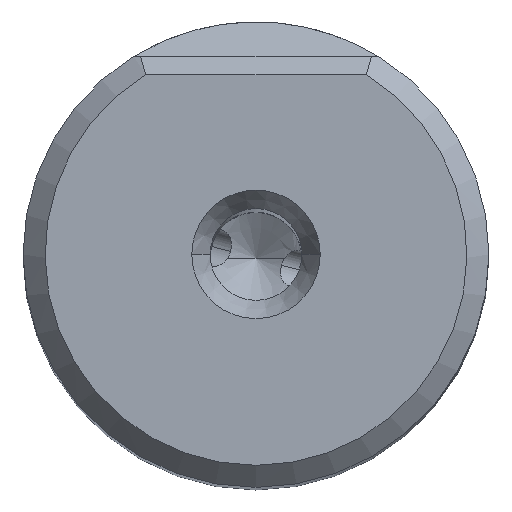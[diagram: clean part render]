
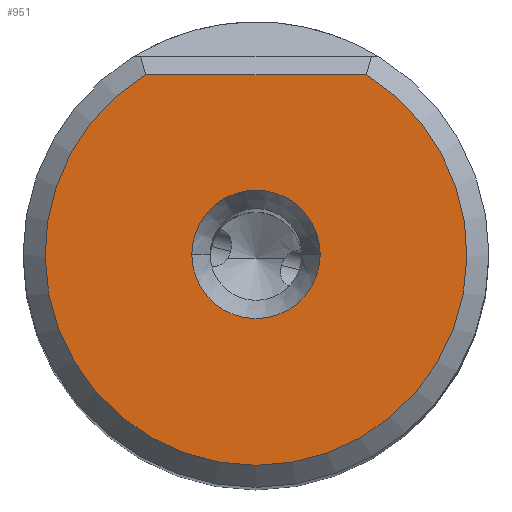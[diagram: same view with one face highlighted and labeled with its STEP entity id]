
A CAD part, top view. The second image highlights one B-rep face of the part: STEP entity #951.
In plain terms, the highlighted planar face has unit normal (0, 0, 1).
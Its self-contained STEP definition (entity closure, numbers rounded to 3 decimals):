
#726=FACE_BOUND('',#2820,.T.);
#727=FACE_BOUND('',#2821,.T.);
#951=ADVANCED_FACE('',(#726,#727),#1778,.T.);
#1778=PLANE('',#15987);
#2820=EDGE_LOOP('',(#6086,#6087,#6088));
#2821=EDGE_LOOP('',(#6089,#6090));
#3709=LINE('',#22904,#4378);
#4378=VECTOR('',#17821,1.);
#6086=ORIENTED_EDGE('',*,*,#12507,.F.);
#6087=ORIENTED_EDGE('',*,*,#12508,.F.);
#6088=ORIENTED_EDGE('',*,*,#12509,.T.);
#6089=ORIENTED_EDGE('',*,*,#12506,.F.);
#6090=ORIENTED_EDGE('',*,*,#12510,.F.);
#10863=VERTEX_POINT('',#22894);
#10864=VERTEX_POINT('',#22896);
#10865=VERTEX_POINT('',#22900);
#10866=VERTEX_POINT('',#22901);
#10867=VERTEX_POINT('',#22903);
#12506=EDGE_CURVE('',#10864,#10863,#14837,.T.);
#12507=EDGE_CURVE('',#10865,#10866,#14838,.T.);
#12508=EDGE_CURVE('',#10867,#10865,#14839,.T.);
#12509=EDGE_CURVE('',#10867,#10866,#3709,.T.);
#12510=EDGE_CURVE('',#10863,#10864,#14840,.T.);
#14837=CIRCLE('',#15982,3.5);
#14838=CIRCLE('',#15984,11.5);
#14839=CIRCLE('',#15985,11.5);
#14840=CIRCLE('',#15986,3.5);
#15982=AXIS2_PLACEMENT_3D('',#22897,#17813,#17814);
#15984=AXIS2_PLACEMENT_3D('',#22899,#17817,#17818);
#15985=AXIS2_PLACEMENT_3D('',#22902,#17819,#17820);
#15986=AXIS2_PLACEMENT_3D('',#22905,#17822,#17823);
#15987=AXIS2_PLACEMENT_3D('',#22906,#17824,#17825);
#17813=DIRECTION('',(0.,0.,1.));
#17814=DIRECTION('',(-1.,0.,0.));
#17817=DIRECTION('',(0.,0.,-1.));
#17818=DIRECTION('',(0.,-1.,0.));
#17819=DIRECTION('',(0.,0.,-1.));
#17820=DIRECTION('',(0.523,0.852,0.));
#17821=DIRECTION('',(-1.,0.,0.));
#17822=DIRECTION('',(0.,0.,1.));
#17823=DIRECTION('',(1.,0.,0.));
#17824=DIRECTION('',(0.,0.,1.));
#17825=DIRECTION('',(-1.,0.,0.));
#22894=CARTESIAN_POINT('',(3.5,0.,0.));
#22896=CARTESIAN_POINT('',(-3.5,0.,0.));
#22897=CARTESIAN_POINT('',(0.,0.,0.));
#22899=CARTESIAN_POINT('',(0.,0.,0.));
#22900=CARTESIAN_POINT('',(0.,-11.5,0.));
#22901=CARTESIAN_POINT('',(-6.017,9.8,0.));
#22902=CARTESIAN_POINT('',(0.,0.,0.));
#22903=CARTESIAN_POINT('',(6.017,9.8,0.));
#22904=CARTESIAN_POINT('',(6.017,9.8,0.));
#22905=CARTESIAN_POINT('',(0.,0.,0.));
#22906=CARTESIAN_POINT('',(0.,-0.85,0.));
